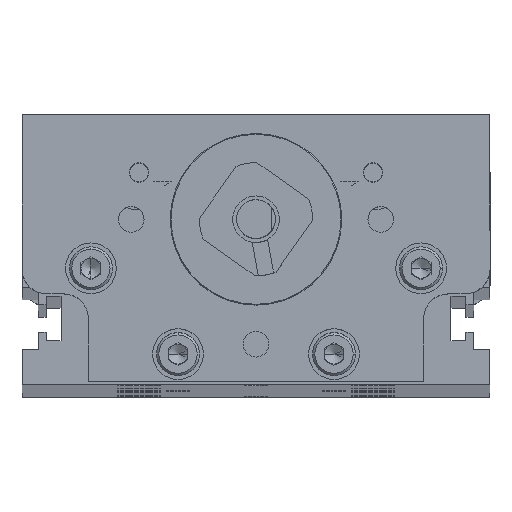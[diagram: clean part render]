
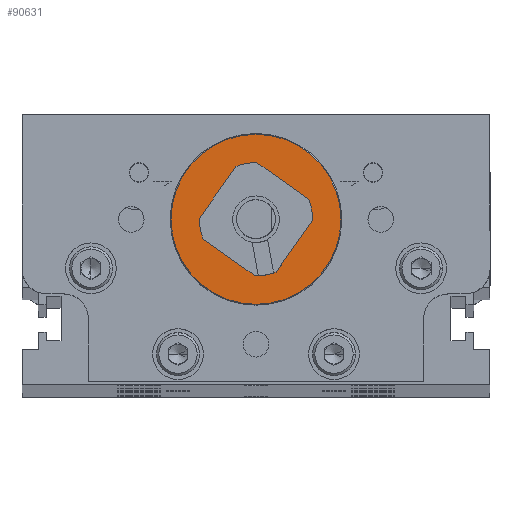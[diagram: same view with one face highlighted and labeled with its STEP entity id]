
A CAD part, top view. The second image highlights one B-rep face of the part: STEP entity #90631.
In plain terms, the highlighted planar face has unit normal (0, 0, 1).
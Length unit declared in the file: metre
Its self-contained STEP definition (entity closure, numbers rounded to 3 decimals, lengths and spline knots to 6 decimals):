
#1665 = CARTESIAN_POINT ( 'NONE',  ( 0.19685, 0.834646, 18.169291 ) ) ;
#2106 = EDGE_CURVE ( 'NONE', #92912, #109317, #91721, .T. ) ;
#3176 = CIRCLE ( 'NONE', #44564, 0.429071 ) ;
#8951 = VERTEX_POINT ( 'NONE', #61037 ) ;
#9707 = DIRECTION ( 'NONE',  ( 1., 0., 0. ) ) ;
#11916 = CARTESIAN_POINT ( 'NONE',  ( 0., 0.834646, 18.169291 ) ) ;
#13122 = DIRECTION ( 'NONE',  ( 0., 0., -1. ) ) ;
#14018 = CARTESIAN_POINT ( 'NONE',  ( 0., 0.834646, 18.169291 ) ) ;
#15180 = PLANE ( 'NONE',  #32258 ) ;
#15481 = ORIENTED_EDGE ( 'NONE', *, *, #30127, .F. ) ;
#19380 = DIRECTION ( 'NONE',  ( 1., 0., 0. ) ) ;
#23954 = VERTEX_POINT ( 'NONE', #51488 ) ;
#29283 = DIRECTION ( 'NONE',  ( 0., 0., -1. ) ) ;
#30127 = EDGE_CURVE ( 'NONE', #23954, #8951, #3176, .T. ) ;
#32258 = AXIS2_PLACEMENT_3D ( 'NONE', #48977, #101935, #74344 ) ;
#44564 = AXIS2_PLACEMENT_3D ( 'NONE', #14018, #29283, #89542 ) ;
#47485 = CARTESIAN_POINT ( 'NONE',  ( 0., 0.834646, 18.169291 ) ) ;
#48977 = CARTESIAN_POINT ( 'NONE',  ( 0., 0.834646, 18.169291 ) ) ;
#51102 = ORIENTED_EDGE ( 'NONE', *, *, #76965, .T. ) ;
#51488 = CARTESIAN_POINT ( 'NONE',  ( 0.429071, 0.834646, 18.169291 ) ) ;
#54733 = AXIS2_PLACEMENT_3D ( 'NONE', #11916, #88523, #9707 ) ;
#58232 = EDGE_LOOP ( 'NONE', ( #106553, #15481 ) ) ;
#59787 = CARTESIAN_POINT ( 'NONE',  ( 0., 0.834646, 18.169291 ) ) ;
#61037 = CARTESIAN_POINT ( 'NONE',  ( -0.429071, 0.834646, 18.169291 ) ) ;
#65324 = FACE_BOUND ( 'NONE', #107286, .T. ) ;
#69299 = AXIS2_PLACEMENT_3D ( 'NONE', #59787, #77261, #109952 ) ;
#71758 = CARTESIAN_POINT ( 'NONE',  ( -0.19685, 0.834646, 18.169291 ) ) ;
#74344 = DIRECTION ( 'NONE',  ( 1., 0., 0. ) ) ;
#76965 = EDGE_CURVE ( 'NONE', #109317, #92912, #103327, .T. ) ;
#77261 = DIRECTION ( 'NONE',  ( 0., 0., -1. ) ) ;
#88523 = DIRECTION ( 'NONE',  ( 0., 0., -1. ) ) ;
#89542 = DIRECTION ( 'NONE',  ( -1., 0., 0. ) ) ;
#89621 = ORIENTED_EDGE ( 'NONE', *, *, #2106, .T. ) ;
#89951 = AXIS2_PLACEMENT_3D ( 'NONE', #47485, #13122, #19380 ) ;
#90631 = ADVANCED_FACE ( 'NONE', ( #110939, #65324 ), #15180, .T. ) ;
#91721 = CIRCLE ( 'NONE', #89951, 0.19685 ) ;
#92912 = VERTEX_POINT ( 'NONE', #71758 ) ;
#98001 = EDGE_CURVE ( 'NONE', #8951, #23954, #98038, .T. ) ;
#98038 = CIRCLE ( 'NONE', #69299, 0.429071 ) ;
#101935 = DIRECTION ( 'NONE',  ( 0., 0., 1. ) ) ;
#103327 = CIRCLE ( 'NONE', #54733, 0.19685 ) ;
#106553 = ORIENTED_EDGE ( 'NONE', *, *, #98001, .F. ) ;
#107286 = EDGE_LOOP ( 'NONE', ( #51102, #89621 ) ) ;
#109317 = VERTEX_POINT ( 'NONE', #1665 ) ;
#109952 = DIRECTION ( 'NONE',  ( -1., 0., 0. ) ) ;
#110939 = FACE_OUTER_BOUND ( 'NONE', #58232, .T. ) ;
